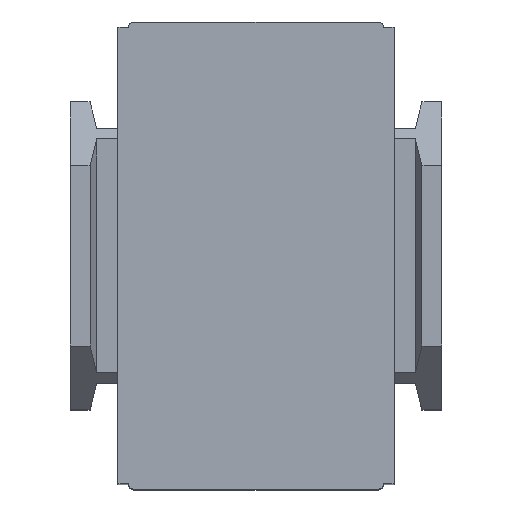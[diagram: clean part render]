
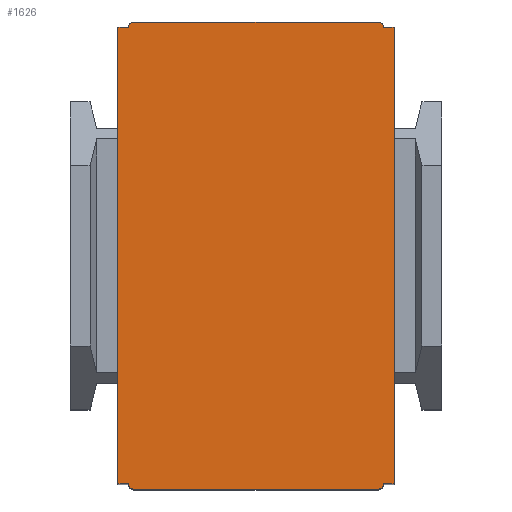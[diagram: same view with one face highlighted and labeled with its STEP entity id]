
A CAD part, top view. The second image highlights one B-rep face of the part: STEP entity #1626.
In plain terms, the highlighted planar face has unit normal (0, 0, 1).
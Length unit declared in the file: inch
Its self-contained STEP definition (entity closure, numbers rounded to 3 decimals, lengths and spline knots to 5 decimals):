
#81 = CARTESIAN_POINT ( 'NONE',  ( 0.47244, -0.84646, 0.74803 ) ) ;
#89 = CARTESIAN_POINT ( 'NONE',  ( -0.51181, -0.84646, 0.74803 ) ) ;
#90 = AXIS2_PLACEMENT_3D ( 'NONE', #1554, #1795, #1819 ) ;
#101 = DIRECTION ( 'NONE',  ( 0., -1., 0. ) ) ;
#113 = CARTESIAN_POINT ( 'NONE',  ( 0.47244, -0.84646, 0.74803 ) ) ;
#119 = DIRECTION ( 'NONE',  ( 1., 0., 0. ) ) ;
#122 = CARTESIAN_POINT ( 'NONE',  ( -0.51181, 0.84646, 0.74803 ) ) ;
#130 = CARTESIAN_POINT ( 'NONE',  ( -0.45276, -0.86614, 0.74803 ) ) ;
#131 = DIRECTION ( 'NONE',  ( 1., 0., 0. ) ) ;
#146 = EDGE_CURVE ( 'NONE', #154, #556, #1054, .T. ) ;
#154 = VERTEX_POINT ( 'NONE', #130 ) ;
#175 = EDGE_CURVE ( 'NONE', #685, #261, #1713, .T. ) ;
#223 = EDGE_CURVE ( 'NONE', #1085, #685, #564, .T. ) ;
#240 = CARTESIAN_POINT ( 'NONE',  ( -0.45276, -0.86614, 0.74803 ) ) ;
#255 = FACE_OUTER_BOUND ( 'NONE', #1386, .T. ) ;
#261 = VERTEX_POINT ( 'NONE', #889 ) ;
#335 = EDGE_CURVE ( 'NONE', #348, #1065, #441, .T. ) ;
#345 = EDGE_CURVE ( 'NONE', #1977, #1085, #1746, .T. ) ;
#348 = VERTEX_POINT ( 'NONE', #1614 ) ;
#357 = EDGE_CURVE ( 'NONE', #556, #661, #1750, .T. ) ;
#376 = EDGE_CURVE ( 'NONE', #661, #348, #1758, .T. ) ;
#382 = VERTEX_POINT ( 'NONE', #1857 ) ;
#391 = CARTESIAN_POINT ( 'NONE',  ( -0.45276, 0.84646, 0.74803 ) ) ;
#403 = ORIENTED_EDGE ( 'NONE', *, *, #175, .T. ) ;
#405 = ORIENTED_EDGE ( 'NONE', *, *, #335, .T. ) ;
#406 = ORIENTED_EDGE ( 'NONE', *, *, #533, .T. ) ;
#441 = LINE ( 'NONE', #1508, #1753 ) ;
#450 = LINE ( 'NONE', #1013, #1171 ) ;
#452 = CIRCLE ( 'NONE', #890, 0.01969 ) ;
#480 = VERTEX_POINT ( 'NONE', #680 ) ;
#485 = CARTESIAN_POINT ( 'NONE',  ( 0.45276, -0.84646, 0.74803 ) ) ;
#515 = DIRECTION ( 'NONE',  ( 0., 0., 1. ) ) ;
#533 = EDGE_CURVE ( 'NONE', #480, #382, #1149, .T. ) ;
#541 = PLANE ( 'NONE',  #90 ) ;
#556 = VERTEX_POINT ( 'NONE', #1235 ) ;
#564 = LINE ( 'NONE', #122, #1035 ) ;
#569 = CARTESIAN_POINT ( 'NONE',  ( -0.45276, -0.84646, 0.74803 ) ) ;
#597 = EDGE_CURVE ( 'NONE', #382, #1977, #1177, .T. ) ;
#623 = EDGE_CURVE ( 'NONE', #261, #154, #1124, .T. ) ;
#629 = DIRECTION ( 'NONE',  ( 0., 1., 0. ) ) ;
#661 = VERTEX_POINT ( 'NONE', #81 ) ;
#669 = EDGE_CURVE ( 'NONE', #1065, #862, #450, .T. ) ;
#680 = CARTESIAN_POINT ( 'NONE',  ( 0.45276, 0.86614, 0.74803 ) ) ;
#685 = VERTEX_POINT ( 'NONE', #1123 ) ;
#713 = EDGE_CURVE ( 'NONE', #862, #480, #452, .T. ) ;
#715 = CARTESIAN_POINT ( 'NONE',  ( -0.47244, 0.84646, 0.74803 ) ) ;
#746 = AXIS2_PLACEMENT_3D ( 'NONE', #485, #1537, #1714 ) ;
#749 = DIRECTION ( 'NONE',  ( -1., 0., 0. ) ) ;
#800 = DIRECTION ( 'NONE',  ( 0., 0., 1. ) ) ;
#862 = VERTEX_POINT ( 'NONE', #1600 ) ;
#889 = CARTESIAN_POINT ( 'NONE',  ( -0.47244, -0.84646, 0.74803 ) ) ;
#890 = AXIS2_PLACEMENT_3D ( 'NONE', #1711, #1719, #1381 ) ;
#898 = ORIENTED_EDGE ( 'NONE', *, *, #223, .T. ) ;
#915 = AXIS2_PLACEMENT_3D ( 'NONE', #391, #515, #629 ) ;
#942 = ORIENTED_EDGE ( 'NONE', *, *, #357, .T. ) ;
#1013 = CARTESIAN_POINT ( 'NONE',  ( 0.51181, 0.84646, 0.74803 ) ) ;
#1035 = VECTOR ( 'NONE', #101, 39.37008 ) ;
#1051 = VECTOR ( 'NONE', #119, 39.37008 ) ;
#1054 = LINE ( 'NONE', #240, #1703 ) ;
#1062 = CARTESIAN_POINT ( 'NONE',  ( 0.51181, 0.84646, 0.74803 ) ) ;
#1065 = VERTEX_POINT ( 'NONE', #1062 ) ;
#1085 = VERTEX_POINT ( 'NONE', #1121 ) ;
#1116 = CARTESIAN_POINT ( 'NONE',  ( 0.45276, 0.86614, 0.74803 ) ) ;
#1121 = CARTESIAN_POINT ( 'NONE',  ( -0.51181, 0.84646, 0.74803 ) ) ;
#1123 = CARTESIAN_POINT ( 'NONE',  ( -0.51181, -0.84646, 0.74803 ) ) ;
#1124 = CIRCLE ( 'NONE', #2028, 0.01969 ) ;
#1139 = DIRECTION ( 'NONE',  ( -1., 0., 0. ) ) ;
#1149 = LINE ( 'NONE', #1116, #1799 ) ;
#1171 = VECTOR ( 'NONE', #749, 39.37008 ) ;
#1177 = CIRCLE ( 'NONE', #915, 0.01969 ) ;
#1190 = DIRECTION ( 'NONE',  ( -1., 0., 0. ) ) ;
#1235 = CARTESIAN_POINT ( 'NONE',  ( 0.45276, -0.86614, 0.74803 ) ) ;
#1381 = DIRECTION ( 'NONE',  ( 1., 0., 0. ) ) ;
#1386 = EDGE_LOOP ( 'NONE', ( #403, #1586, #1583, #942, #1582, #405, #1578, #1575, #406, #1572, #1565, #898 ) ) ;
#1508 = CARTESIAN_POINT ( 'NONE',  ( 0.51181, -0.84646, 0.74803 ) ) ;
#1537 = DIRECTION ( 'NONE',  ( 0., 0., 1. ) ) ;
#1552 = CARTESIAN_POINT ( 'NONE',  ( -0.47244, 0.84646, 0.74803 ) ) ;
#1554 = CARTESIAN_POINT ( 'NONE',  ( 0., 0., 0.74803 ) ) ;
#1565 = ORIENTED_EDGE ( 'NONE', *, *, #345, .T. ) ;
#1572 = ORIENTED_EDGE ( 'NONE', *, *, #597, .T. ) ;
#1575 = ORIENTED_EDGE ( 'NONE', *, *, #713, .T. ) ;
#1578 = ORIENTED_EDGE ( 'NONE', *, *, #669, .T. ) ;
#1582 = ORIENTED_EDGE ( 'NONE', *, *, #376, .T. ) ;
#1583 = ORIENTED_EDGE ( 'NONE', *, *, #146, .T. ) ;
#1584 = DIRECTION ( 'NONE',  ( 0., 1., 0. ) ) ;
#1586 = ORIENTED_EDGE ( 'NONE', *, *, #623, .T. ) ;
#1596 = DIRECTION ( 'NONE',  ( -1., 0., 0. ) ) ;
#1600 = CARTESIAN_POINT ( 'NONE',  ( 0.47244, 0.84646, 0.74803 ) ) ;
#1614 = CARTESIAN_POINT ( 'NONE',  ( 0.51181, -0.84646, 0.74803 ) ) ;
#1626 = ADVANCED_FACE ( 'NONE', ( #255 ), #541, .T. ) ;
#1645 = DIRECTION ( 'NONE',  ( 1., 0., 0. ) ) ;
#1703 = VECTOR ( 'NONE', #131, 39.37008 ) ;
#1711 = CARTESIAN_POINT ( 'NONE',  ( 0.45276, 0.84646, 0.74803 ) ) ;
#1713 = LINE ( 'NONE', #89, #1051 ) ;
#1714 = DIRECTION ( 'NONE',  ( 0., -1., 0. ) ) ;
#1719 = DIRECTION ( 'NONE',  ( 0., 0., 1. ) ) ;
#1746 = LINE ( 'NONE', #1552, #1751 ) ;
#1750 = CIRCLE ( 'NONE', #746, 0.01969 ) ;
#1751 = VECTOR ( 'NONE', #1596, 39.37008 ) ;
#1753 = VECTOR ( 'NONE', #1584, 39.37008 ) ;
#1758 = LINE ( 'NONE', #113, #1760 ) ;
#1760 = VECTOR ( 'NONE', #1645, 39.37008 ) ;
#1795 = DIRECTION ( 'NONE',  ( 0., 0., 1. ) ) ;
#1799 = VECTOR ( 'NONE', #1139, 39.37008 ) ;
#1819 = DIRECTION ( 'NONE',  ( 1., 0., 0. ) ) ;
#1857 = CARTESIAN_POINT ( 'NONE',  ( -0.45276, 0.86614, 0.74803 ) ) ;
#1977 = VERTEX_POINT ( 'NONE', #715 ) ;
#2028 = AXIS2_PLACEMENT_3D ( 'NONE', #569, #800, #1190 ) ;
